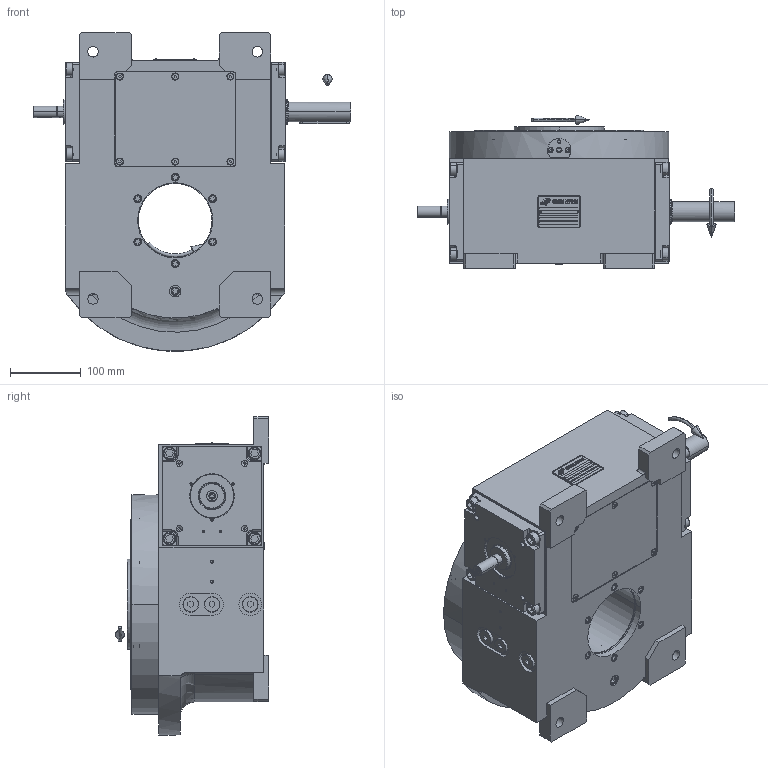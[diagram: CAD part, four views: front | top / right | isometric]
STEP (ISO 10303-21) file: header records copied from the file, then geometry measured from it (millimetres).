
FILE_DESCRIPTION (( 'STEP AP203' ), '1' );
FILE_NAME ('PC5100309.step', '2025-12-02T07:58:57', ( '' ), ( '' ), 'SwSTEP 2.0', 'SolidWorks 2020', '' );
FILE_SCHEMA (( 'CONFIG_CONTROL_DESIGN' ));
Length unit declared in the file: millimetre
Products named in the file (83): cfn2115_01_006; cfn2000_01_099; CFN2000_01_185.stp; cfn2107_01_001; cfn2155_01_095; freccia_angolare_albero; CFN2223_02_003.stp; cfn2003_01_054; AS_rig09_002_bl; RIG09_021_AF0.stp; cfn2000_01_081; 900_38_30_003; cfn2000_01_152; cfn2151_01_115; PC5100309; AS_rig09_014_s_003; AS_rig09_004; rig09_002_bl; cfn2151_01_167; cfn2077_01_036; freccia_angolare; cfn2000_01_161; AS_900_38_30_003; RIG09_005_AF0.stp; cfn2128_04_002; rig09_071_8_m_n_02.stp; rig09_007_master; CFN2356_03_053.stp; rig09_004; rig09_003_8_s_001; cfn2205_01_015; AS_rig09_016; CFN2203_02_002.stp; cfn2104_01_018; rig09_016; cfn2155_01_166; cfn2070_05_009; AS_rig09_071_8_m_n_02; rig09_001_a_s_003; CFN2010_02_002.stp ...
Assembly tree (71 placements, depth 5):
  CFN2223_02_003.stp
  cfn2151_01_115
  PC5100309
    rig09_001_a_s_003
    AS_cfn2476_01_002_60x46
      cfn2476_01_002_60x46
      cfn2107_01_001
      cfn2107_01_001
    AS_rig09_071_8_m_n_02
      rig09_071_8_m_n_02.stp
        RIG09_005_ASM.stp
          RIG09_005_AF0.stp
          RIG09_021_AF0.stp
          CFN2000_01_185.stp
          CFN2000_01_185.stp
          CFN2104_02_018.stp
        CFN2155_01_195.stp
        CFN2010_02_002.stp
      rig09_003_8_s_001
      cfn2000_01_099
      cfn2000_01_099
      cfn2000_01_099
      cfn2000_01_099
      cfn2000_01_099
      cfn2000_01_099
      cfn2000_01_099
      cfn2000_01_099
      cfn2104_01_018  x2
    AS_rig09_014_s_003
      rig09_014_s_003
      cfn2000_01_152
      cfn2000_01_152
      cfn2000_01_152
      cfn2000_01_152
      cfn2000_01_152
      cfn2000_01_152
      cfn2155_01_166
    AS_rig09_004
      rig09_004
      cfn2000_01_081
      cfn2155_01_095
      cfn2070_05_009
      cfn2000_01_081
      cfn2000_01_081
      cfn2000_01_081
    AS_rig09_004
      rig09_004
      cfn2000_01_081
      cfn2155_01_095
      cfn2070_05_009
      cfn2000_01_081
      cfn2000_01_081
      cfn2000_01_081
    AS_rig09_002_bl
      rig09_002_bl
      cfn2115_01_006
    cfn2128_04_002  x3
    cfn2128_19_002
    AS_rig09_016
      rig09_016
Bounding box: 448.5 x 216.5 x 450 mm (x, y, z)
Volume: 4768343.9 mm3; surface area: 1240315.5 mm2
Topology: 63 solids, 63 shells, 1985 faces, 4890 edges, 3143 vertices
Faces by surface type: plane 1033, cylinder 629, cone 292, torus 25, sphere 4, bspline 2
Entity records: 68913 total; most frequent: CARTESIAN_POINT 13548, DIRECTION 9901, ORIENTED_EDGE 9460, EDGE_CURVE 4730, AXIS2_PLACEMENT_3D 3402, VECTOR 3097, LINE 3097, VERTEX_POINT 3082
